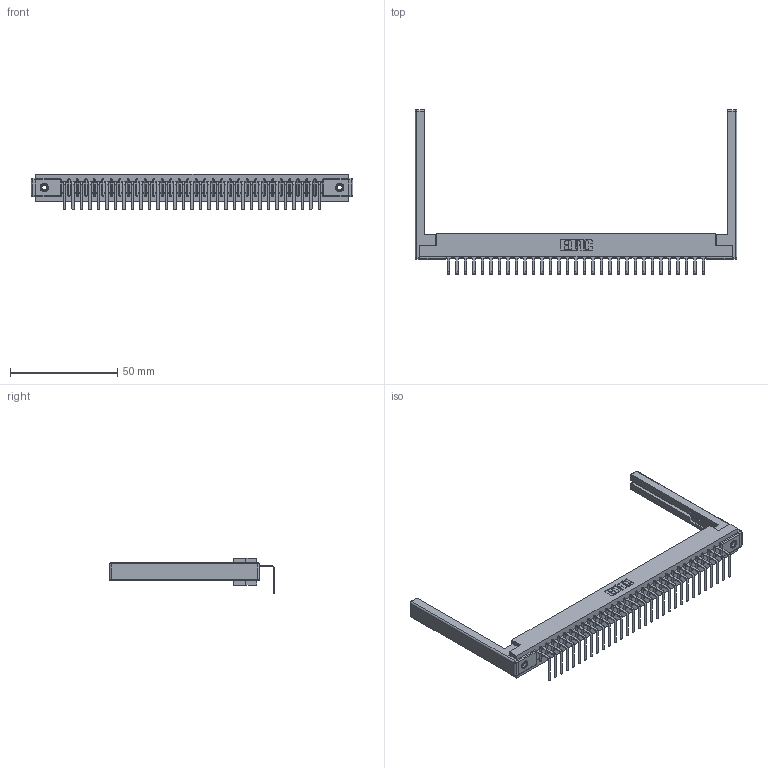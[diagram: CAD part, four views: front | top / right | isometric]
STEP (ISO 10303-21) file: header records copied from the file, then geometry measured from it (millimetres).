
FILE_DESCRIPTION (( 'STEP AP203' ), '1' );
FILE_NAME ('307-031-558-168.STEP', '2019-09-05T14:21:32', ( '' ), ( '' ), 'SwSTEP 2.0', 'SolidWorks 2016', '' );
FILE_SCHEMA (( 'CONFIG_CONTROL_DESIGN' ));
Length unit declared in the file: inch
Products named in the file (5): 345-250-001_345-250-001-102; 307-031-558-168; 307-220-068; 307 Part_.156 Dia Mounting Holes; 307-290-001_558 - 2 (Single)
Assembly tree (36 placements, depth 2):
  307-031-558-168
    307 Part_.156 Dia Mounting Holes
    307-290-001_558 - 2 (Single)  x31
    307-220-068  x2
    345-250-001_345-250-001-102  x2
Bounding box: 150.27 x 76.92 x 16.8 mm (x, y, z)
Volume: 20069.1 mm3; surface area: 21456.7 mm2
Topology: 36 solids, 36 shells, 2164 faces, 6107 edges, 3922 vertices
Faces by surface type: plane 1367, cylinder 709, sphere 72, cone 12, torus 4
Entity records: 30795 total; most frequent: CARTESIAN_POINT 5149, ORIENTED_EDGE 5124, DIRECTION 5032, EDGE_CURVE 2562, VECTOR 1958, LINE 1958, VERTEX_POINT 1654, AXIS2_PLACEMENT_3D 1537
